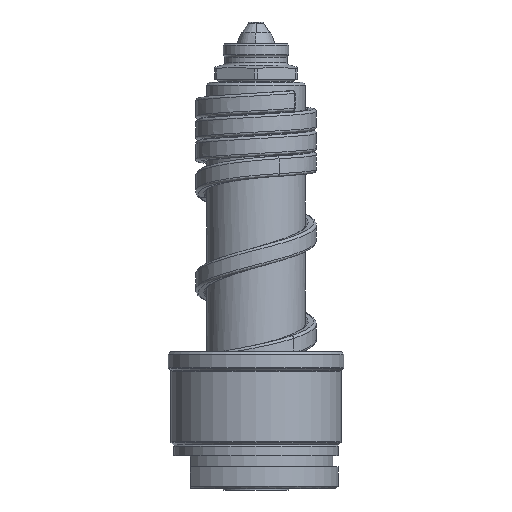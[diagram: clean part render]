
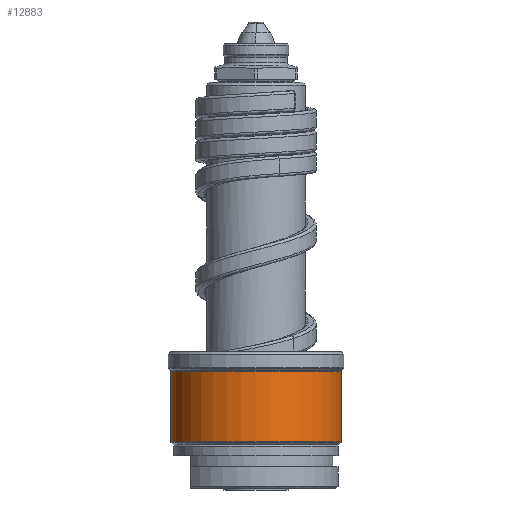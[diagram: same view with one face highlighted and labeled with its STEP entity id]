
A CAD part, front view. The second image highlights one B-rep face of the part: STEP entity #12883.
In plain terms, the highlighted cylindrical face has radius 15.5 mm (diameter 31 mm), a partial arc.
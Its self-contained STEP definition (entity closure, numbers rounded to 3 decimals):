
#4218=CARTESIAN_POINT('',(0.,0.,8.583));
#4219=DIRECTION('',(0.,0.,1.));
#4220=DIRECTION('',(-1.,0.,0.));
#4221=AXIS2_PLACEMENT_3D('',#4218,#4219,#4220);
#4223=DIRECTION('',(0.,0.,-1.));
#4224=VECTOR('',#4223,12.835);
#4225=CARTESIAN_POINT('',(-15.5,0.,21.417));
#4226=LINE('',#4225,#4224);
#4227=CARTESIAN_POINT('',(0.,0.,21.417));
#4228=DIRECTION('',(0.,0.,1.));
#4229=DIRECTION('',(-1.,0.,0.));
#4230=AXIS2_PLACEMENT_3D('',#4227,#4228,#4229);
#4232=DIRECTION('',(0.,0.,-1.));
#4233=VECTOR('',#4232,12.835);
#4234=CARTESIAN_POINT('',(15.5,0.,21.417));
#4235=LINE('',#4234,#4233);
#5784=CARTESIAN_POINT('',(15.5,0.,21.417));
#5785=CARTESIAN_POINT('',(-15.5,0.,21.417));
#5786=VERTEX_POINT('',#5784);
#5787=VERTEX_POINT('',#5785);
#5810=CARTESIAN_POINT('',(15.5,0.,8.583));
#5811=VERTEX_POINT('',#5810);
#5812=CARTESIAN_POINT('',(-15.5,0.,8.583));
#5813=VERTEX_POINT('',#5812);
#12871=CARTESIAN_POINT('',(0.,0.,7.15));
#12872=DIRECTION('',(0.,0.,1.));
#12873=DIRECTION('',(-1.,0.,0.));
#12874=AXIS2_PLACEMENT_3D('',#12871,#12872,#12873);
#12875=CYLINDRICAL_SURFACE('',#12874,15.5);
#12876=ORIENTED_EDGE('',*,*,#12843,.F.);
#12877=ORIENTED_EDGE('',*,*,#12861,.F.);
#12879=ORIENTED_EDGE('',*,*,#12878,.T.);
#12880=ORIENTED_EDGE('',*,*,#12857,.T.);
#12881=EDGE_LOOP('',(#12876,#12877,#12879,#12880));
#12882=FACE_OUTER_BOUND('',#12881,.F.);
#4222=CIRCLE('',#4221,15.5);
#4231=CIRCLE('',#4230,15.5);
#12843=EDGE_CURVE('',#5813,#5811,#4222,.T.);
#12857=EDGE_CURVE('',#5786,#5811,#4235,.T.);
#12861=EDGE_CURVE('',#5787,#5813,#4226,.T.);
#12878=EDGE_CURVE('',#5787,#5786,#4231,.T.);
#12883=ADVANCED_FACE('',(#12882),#12875,.T.);
